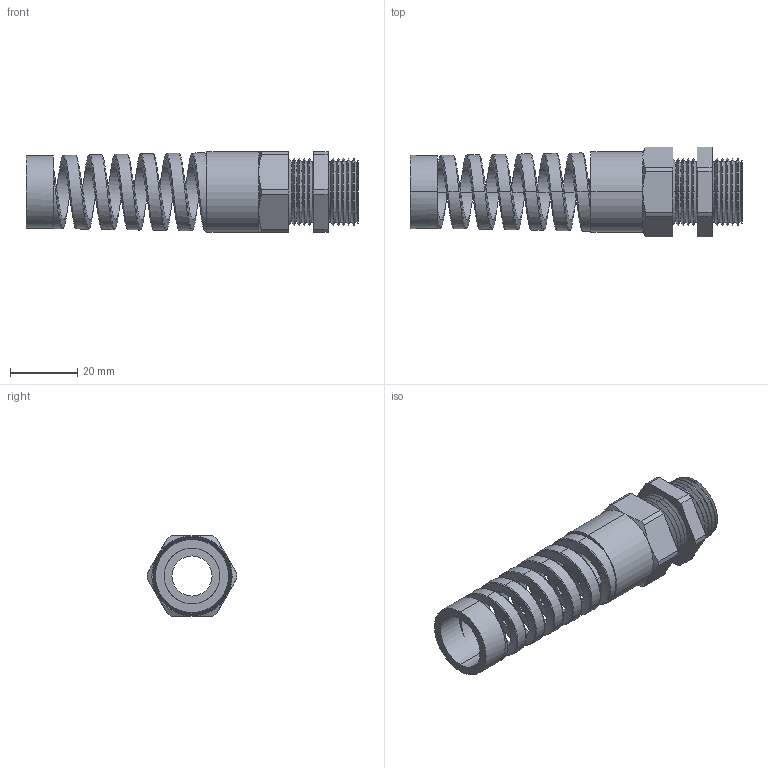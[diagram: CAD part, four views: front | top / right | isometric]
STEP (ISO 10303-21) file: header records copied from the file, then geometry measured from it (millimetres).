
FILE_DESCRIPTION (( 'STEP AP203' ), '1' );
FILE_NAME ('CF20MA.STEP', '2008-04-02T09:08:57', ( 'Baystate-05' ), ( 'BayState InfoTech' ), 'SwSTEP 2.0', 'SolidWorks 2007', '' );
FILE_SCHEMA (( 'CONFIG_CONTROL_DESIGN' ));
Length unit declared in the file: inch
Products named in the file (1): CF20MA
Bounding box: 98.81 x 26.74 x 23.88 mm (x, y, z)
Volume: 18077.2 mm3; surface area: 13188.2 mm2
Topology: 1 solids, 1 shells, 139 faces, 331 edges, 197 vertices
Faces by surface type: cone 78, cylinder 34, plane 19, torus 4, bspline 4
Entity records: 11552 total; most frequent: CARTESIAN_POINT 8336, ORIENTED_EDGE 662, DIRECTION 651, EDGE_CURVE 331, AXIS2_PLACEMENT_3D 258, VERTEX_POINT 197, EDGE_LOOP 146, ADVANCED_FACE 139
